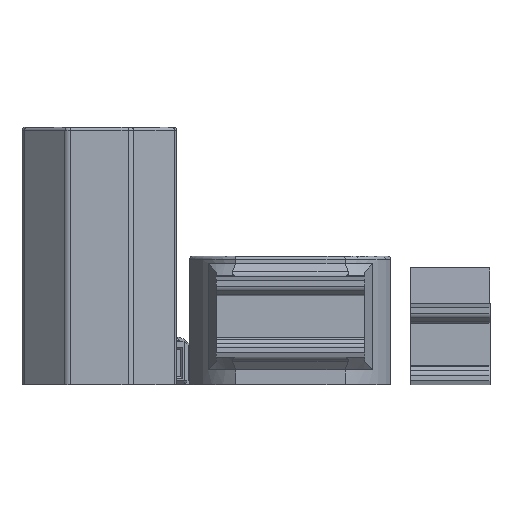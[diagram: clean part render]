
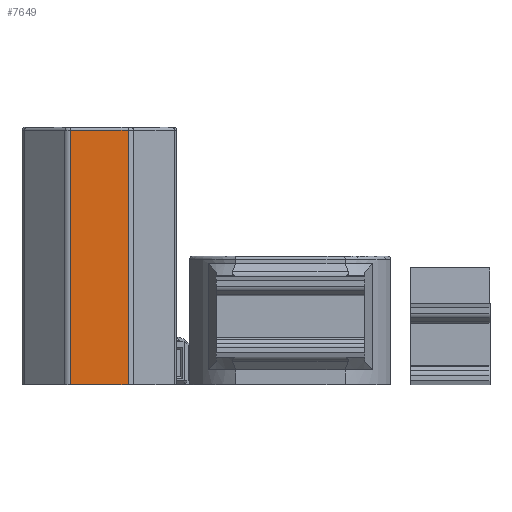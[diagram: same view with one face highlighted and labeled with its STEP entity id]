
A CAD part, front view. The second image highlights one B-rep face of the part: STEP entity #7649.
In plain terms, the highlighted face is planar.
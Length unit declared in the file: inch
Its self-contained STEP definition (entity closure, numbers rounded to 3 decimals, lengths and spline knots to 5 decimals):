
#543=FACE_OUTER_BOUND('',#989,.T.);
#989=EDGE_LOOP('',(#6159,#6160,#6161,#6162));
#1516=LINE('',#12206,#2346);
#1570=LINE('',#12368,#2400);
#1572=LINE('',#12373,#2402);
#1575=LINE('',#12381,#2405);
#2346=VECTOR('',#9687,0.3937);
#2400=VECTOR('',#9859,0.3937);
#2402=VECTOR('',#9865,0.3937);
#2405=VECTOR('',#9874,0.3937);
#3410=VERTEX_POINT('',#12200);
#3411=VERTEX_POINT('',#12204);
#3460=VERTEX_POINT('',#12367);
#3461=VERTEX_POINT('',#12372);
#4285=EDGE_CURVE('',#3411,#3410,#1516,.T.);
#4366=EDGE_CURVE('',#3410,#3460,#1570,.T.);
#4369=EDGE_CURVE('',#3460,#3461,#1572,.T.);
#4374=EDGE_CURVE('',#3461,#3411,#1575,.T.);
#6159=ORIENTED_EDGE('',*,*,#4285,.F.);
#6160=ORIENTED_EDGE('',*,*,#4374,.F.);
#6161=ORIENTED_EDGE('',*,*,#4369,.F.);
#6162=ORIENTED_EDGE('',*,*,#4366,.F.);
#7249=PLANE('',#8394);
#7649=ADVANCED_FACE('',(#543),#7249,.T.);
#8394=AXIS2_PLACEMENT_3D('',#12497,#9979,#9980);
#9687=DIRECTION('',(0.,1.,0.));
#9859=DIRECTION('',(0.,0.,-1.));
#9865=DIRECTION('',(0.,-1.,0.));
#9874=DIRECTION('',(0.,0.,1.));
#9979=DIRECTION('center_axis',(1.,0.,0.));
#9980=DIRECTION('ref_axis',(0.,1.,0.));
#12200=CARTESIAN_POINT('',(2.33111,1.17535,1.71));
#12204=CARTESIAN_POINT('',(2.33111,0.44965,1.71));
#12206=CARTESIAN_POINT('',(2.33111,0.61036,1.71));
#12367=CARTESIAN_POINT('',(2.33111,1.17535,-1.5));
#12368=CARTESIAN_POINT('',(2.33111,1.17535,0.));
#12372=CARTESIAN_POINT('',(2.33111,0.44965,-1.5));
#12373=CARTESIAN_POINT('',(2.33111,0.40823,-1.5));
#12381=CARTESIAN_POINT('',(2.33111,0.44965,0.));
#12497=CARTESIAN_POINT('Origin',(2.33111,0.40823,0.));
